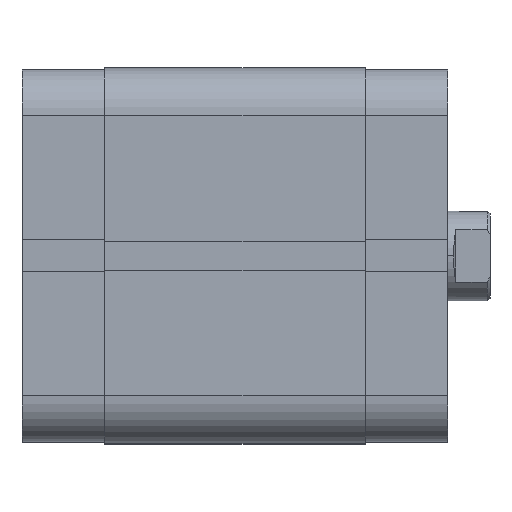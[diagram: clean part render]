
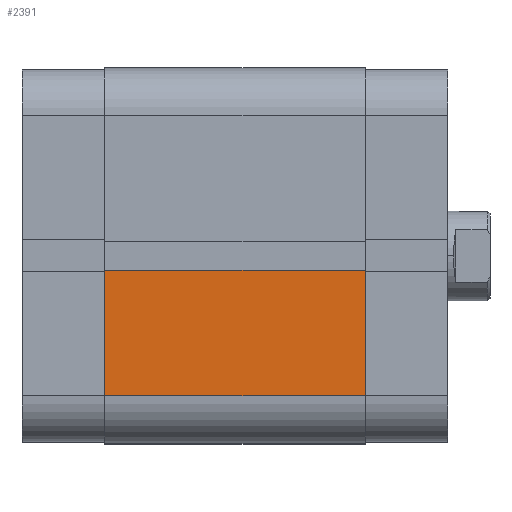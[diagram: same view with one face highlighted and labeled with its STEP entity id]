
A CAD part, top view. The second image highlights one B-rep face of the part: STEP entity #2391.
In plain terms, the highlighted face is planar.
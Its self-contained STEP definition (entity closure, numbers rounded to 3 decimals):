
#274 = CARTESIAN_POINT ( 'NONE',  ( 33.5, -2.6, 46.5 ) ) ;
#276 = DIRECTION ( 'NONE',  ( 0., 0., -1. ) ) ;
#510 = CARTESIAN_POINT ( 'NONE',  ( 33.5, -73.841, 0. ) ) ;
#513 = DIRECTION ( 'NONE',  ( 0., -1., 0. ) ) ;
#877 = CARTESIAN_POINT ( 'NONE',  ( 33.5, -25., 46.5 ) ) ;
#878 = DIRECTION ( 'NONE',  ( 0., 0., -1. ) ) ;
#927 = CARTESIAN_POINT ( 'NONE',  ( 33.5, -73.841, 46.5 ) ) ;
#932 = DIRECTION ( 'NONE',  ( 0., -1., 0. ) ) ;
#1411 = EDGE_LOOP ( 'NONE', ( #3709, #3708, #3707, #3706 ) ) ;
#1493 = FACE_OUTER_BOUND ( 'NONE', #1411, .T. ) ;
#1734 = LINE ( 'NONE', #274, #1742 ) ;
#1742 = VECTOR ( 'NONE', #276, 1000. ) ;
#1904 = LINE ( 'NONE', #510, #1915 ) ;
#1915 = VECTOR ( 'NONE', #513, 1000. ) ;
#2176 = LINE ( 'NONE', #877, #2183 ) ;
#2183 = VECTOR ( 'NONE', #878, 1000. ) ;
#2207 = LINE ( 'NONE', #927, #2236 ) ;
#2236 = VECTOR ( 'NONE', #932, 1000. ) ;
#2391 = ADVANCED_FACE ( 'NONE', ( #1493 ), #4343, .T. ) ;
#3021 = EDGE_CURVE ( 'NONE', #4190, #4189, #1734, .T. ) ;
#3123 = EDGE_CURVE ( 'NONE', #4189, #4187, #1904, .T. ) ;
#3285 = EDGE_CURVE ( 'NONE', #4188, #4187, #2176, .T. ) ;
#3310 = EDGE_CURVE ( 'NONE', #4190, #4188, #2207, .T. ) ;
#3706 = ORIENTED_EDGE ( 'NONE', *, *, #3285, .T. ) ;
#3707 = ORIENTED_EDGE ( 'NONE', *, *, #3310, .T. ) ;
#3708 = ORIENTED_EDGE ( 'NONE', *, *, #3021, .F. ) ;
#3709 = ORIENTED_EDGE ( 'NONE', *, *, #3123, .F. ) ;
#4187 = VERTEX_POINT ( 'NONE', #5441 ) ;
#4188 = VERTEX_POINT ( 'NONE', #5442 ) ;
#4189 = VERTEX_POINT ( 'NONE', #5443 ) ;
#4190 = VERTEX_POINT ( 'NONE', #5444 ) ;
#4343 = PLANE ( 'NONE',  #6259 ) ;
#4346 = CARTESIAN_POINT ( 'NONE',  ( 33.5, -73.841, 46.5 ) ) ;
#4352 = DIRECTION ( 'NONE',  ( 1., 0., 0. ) ) ;
#4353 = DIRECTION ( 'NONE',  ( 0., 1., 0. ) ) ;
#5441 = CARTESIAN_POINT ( 'NONE',  ( 33.5, -25., 0. ) ) ;
#5442 = CARTESIAN_POINT ( 'NONE',  ( 33.5, -25., 46.5 ) ) ;
#5443 = CARTESIAN_POINT ( 'NONE',  ( 33.5, -2.6, 0. ) ) ;
#5444 = CARTESIAN_POINT ( 'NONE',  ( 33.5, -2.6, 46.5 ) ) ;
#6259 = AXIS2_PLACEMENT_3D ( 'NONE', #4346, #4352, #4353 ) ;
